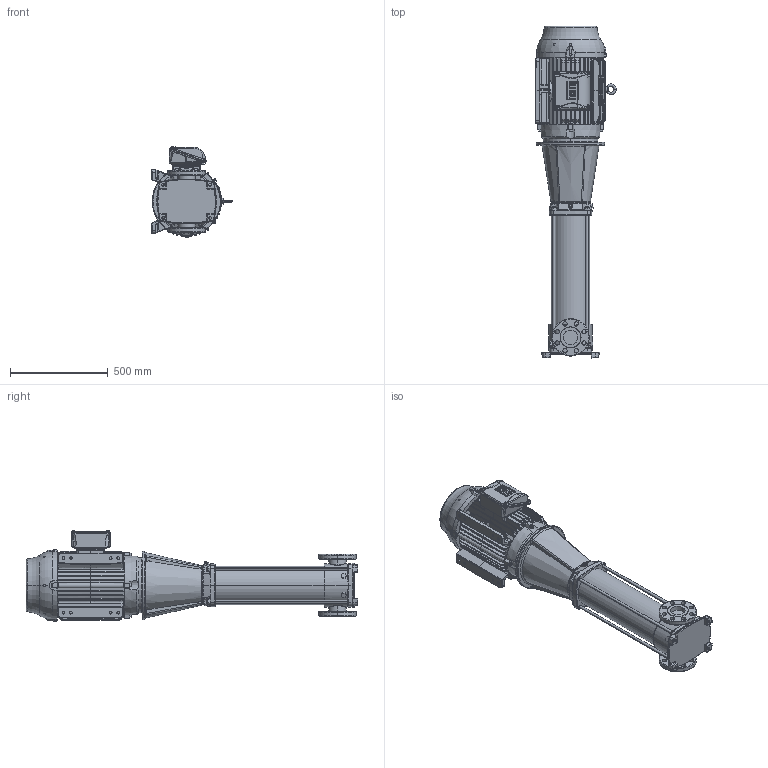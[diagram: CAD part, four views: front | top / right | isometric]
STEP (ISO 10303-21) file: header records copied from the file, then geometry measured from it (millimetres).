
FILE_DESCRIPTION (( 'STEP AP203' ), '1' );
FILE_NAME ('3350106 - MVI-160-8_2-30 HP-286TSC-304-E-575~3.step', '2022-03-31T14:45:14', ( '' ), ( '' ), 'SwSTEP 2.0', 'SolidWorks 2021', '' );
FILE_SCHEMA (( 'CONFIG_CONTROL_DESIGN' ));
Length unit declared in the file: inch
Products named in the file (5): 2700107 - NEMA V2 30 HP 284_6TSC 575~3 TEFC W; TEFC MOTOR_2700107 - NEMA V2 30 HP 284_6TSC 575~3 TEFC W; 3350106 - MVI-160-8_2-30 HP-286TSC-304-E-575~3; sbi_n_32-8-2_flange(NEMA); MVI PEO - [304-EPDM]_3304106 - MVI-160-8_2-30 HP-286TSC-304-E-S
Assembly tree (4 placements, depth 3):
  3350106 - MVI-160-8_2-30 HP-286TSC-304-E-575~3
    MVI PEO - [304-EPDM]_3304106 - MVI-160-8_2-30 HP-286TSC-304-E-S
      sbi_n_32-8-2_flange(NEMA)
    TEFC MOTOR_2700107 - NEMA V2 30 HP 284_6TSC 575~3 TEFC W
      2700107 - NEMA V2 30 HP 284_6TSC 575~3 TEFC W
Bounding box: 410.76 x 1696.6 x 466.9 mm (x, y, z)
Volume: 94978512.8 mm3; surface area: 3535169.3 mm2
Topology: 22 solids, 31 shells, 3324 faces, 8339 edges, 5155 vertices
Faces by surface type: plane 1017, cylinder 1004, bspline 975, cone 257, torus 53, sphere 18
Entity records: 160449 total; most frequent: CARTESIAN_POINT 89499, ORIENTED_EDGE 16586, DIRECTION 12330, EDGE_CURVE 8293, VERTEX_POINT 5152, AXIS2_PLACEMENT_3D 4888, EDGE_LOOP 3523, ADVANCED_FACE 3324
